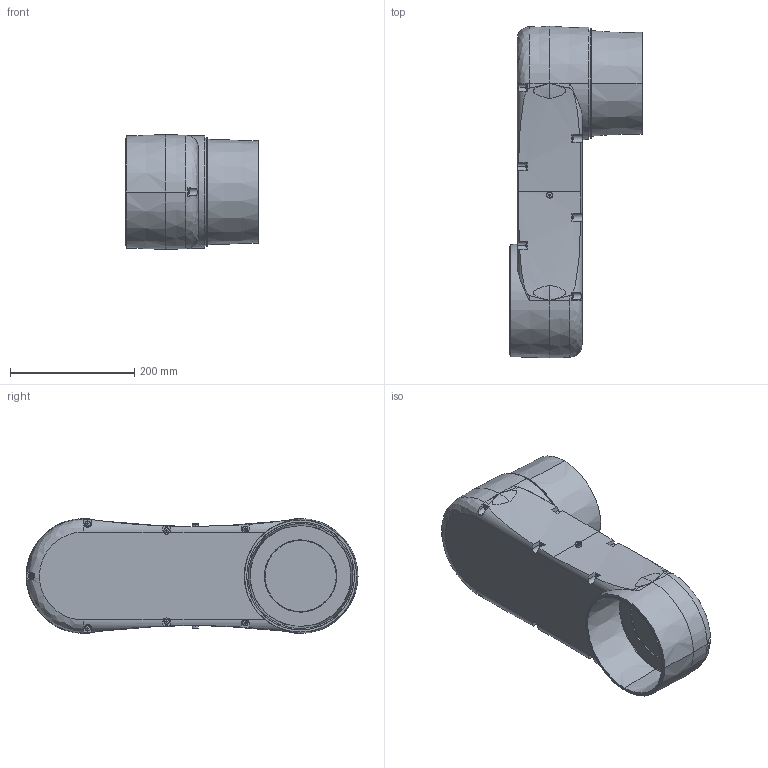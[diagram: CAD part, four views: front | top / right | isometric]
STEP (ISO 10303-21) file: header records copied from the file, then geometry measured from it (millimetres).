
FILE_DESCRIPTION (( 'STEP AP214' ), '1' );
FILE_NAME ('N6_A10SS J2.STEP', '2020-05-10T08:48:10', ( '' ), ( '' ), 'SwSTEP 2.0', 'SolidWorks 2019', '' );
FILE_SCHEMA (( 'AUTOMOTIVE_DESIGN' ));
Length unit declared in the file: millimetre
Products named in the file (1): N6_A10SS J2
Bounding box: 213 x 535 x 185 mm (x, y, z)
Volume: 9686362.8 mm3; surface area: 394344 mm2
Topology: 1 solids, 1 shells, 436 faces, 1181 edges, 785 vertices
Faces by surface type: plane 251, cylinder 136, cone 27, bspline 22
Entity records: 24282 total; most frequent: CARTESIAN_POINT 9714, ORIENTED_EDGE 2358, DIRECTION 1532, EDGE_CURVE 1179, VERTEX_POINT 785, VECTOR 524, LINE 524, AXIS2_PLACEMENT_3D 504
